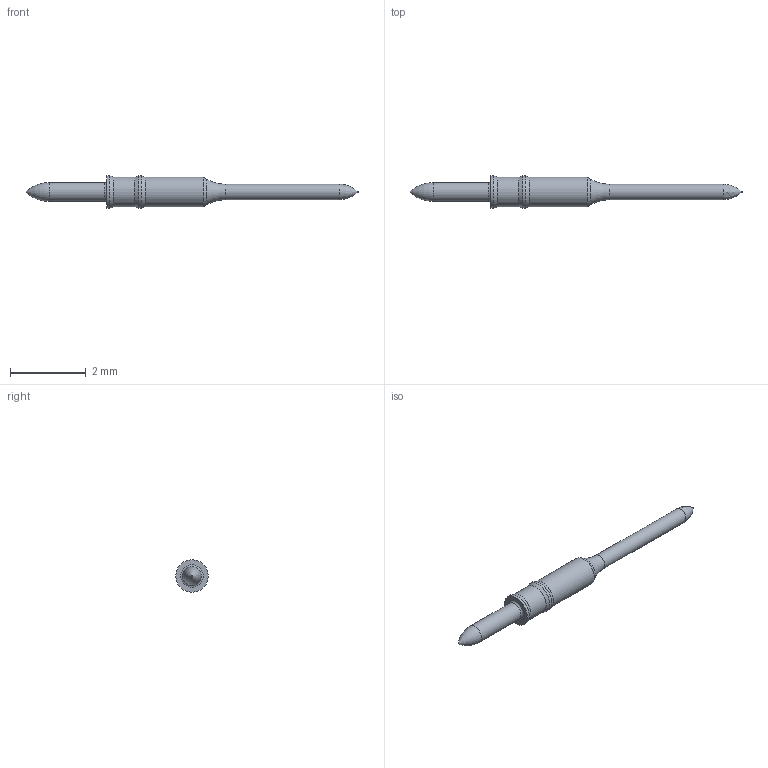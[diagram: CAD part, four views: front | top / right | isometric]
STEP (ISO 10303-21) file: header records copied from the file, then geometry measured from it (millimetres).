
FILE_DESCRIPTION (( 'STEP AP214' ), '1' );
FILE_NAME ('X39-TR-0.STEP', '2017-06-07T17:44:23', ( '' ), ( '' ), 'SwSTEP 2.0', 'SolidWorks 2016', '' );
FILE_SCHEMA (( 'AUTOMOTIVE_DESIGN' ));
Length unit declared in the file: inch
Products named in the file (1): X39-TR-0
Bounding box: 8.76 x 0.85 x 0.85 mm (x, y, z)
Volume: 2.2 mm3; surface area: 15.1 mm2
Topology: 1 solids, 1 shells, 18 faces, 33 edges, 18 vertices
Faces by surface type: cylinder 7, cone 4, torus 4, plane 3
Full cylindrical faces by diameter (mm): 0.025 x1, 0.406 x1, 0.49 x1, 0.782 x2, 0.853 x2
Entity records: 394 total; most frequent: DIRECTION 72, CARTESIAN_POINT 53, AXIS2_PLACEMENT_3D 36, ORIENTED_EDGE 34, EDGE_LOOP 34, FACE_OUTER_BOUND 29, ADVANCED_FACE 18, CIRCLE 17
